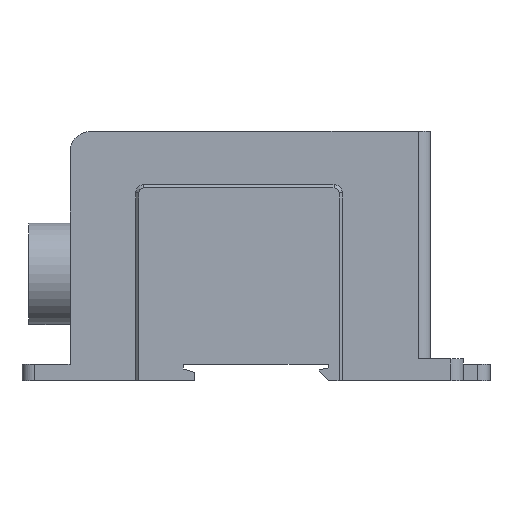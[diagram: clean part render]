
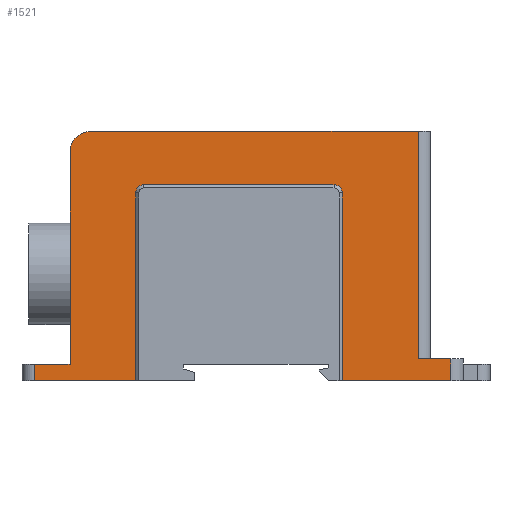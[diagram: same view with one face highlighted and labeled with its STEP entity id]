
A CAD part, left-side view. The second image highlights one B-rep face of the part: STEP entity #1521.
In plain terms, the highlighted planar face has unit normal (-1, 0, 0).
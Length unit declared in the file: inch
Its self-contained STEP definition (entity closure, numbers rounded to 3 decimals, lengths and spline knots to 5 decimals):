
#6 = EDGE_CURVE ( 'NONE', #476, #4507, #4067, .T. ) ;
#30 = EDGE_CURVE ( 'NONE', #393, #2029, #2920, .T. ) ;
#145 = EDGE_CURVE ( 'NONE', #842, #3230, #3428, .T. ) ;
#266 = CIRCLE ( 'NONE', #858, 0.07874 ) ;
#299 = LINE ( 'NONE', #2336, #2551 ) ;
#309 = DIRECTION ( 'NONE',  ( 0., 0., -1. ) ) ;
#311 = CARTESIAN_POINT ( 'NONE',  ( 0., -0.19685, 0.20866 ) ) ;
#350 = DIRECTION ( 'NONE',  ( -1., 0., 0. ) ) ;
#389 = CARTESIAN_POINT ( 'NONE',  ( 0., 0.11811, 2.38976 ) ) ;
#393 = VERTEX_POINT ( 'NONE', #1267 ) ;
#461 = CARTESIAN_POINT ( 'NONE',  ( 0., 2.82677, 0. ) ) ;
#474 = AXIS2_PLACEMENT_3D ( 'NONE', #4107, #1752, #3790 ) ;
#476 = VERTEX_POINT ( 'NONE', #2091 ) ;
#482 = LINE ( 'NONE', #461, #2110 ) ;
#616 = VECTOR ( 'NONE', #3643, 39.37008 ) ;
#645 = VECTOR ( 'NONE', #694, 39.37008 ) ;
#651 = ORIENTED_EDGE ( 'NONE', *, *, #3223, .T. ) ;
#694 = DIRECTION ( 'NONE',  ( 0., 1., 0. ) ) ;
#701 = ORIENTED_EDGE ( 'NONE', *, *, #1594, .T. ) ;
#730 = CARTESIAN_POINT ( 'NONE',  ( 0., 0.84646, 0. ) ) ;
#791 = CARTESIAN_POINT ( 'NONE',  ( 0., 3.32677, 1.87795 ) ) ;
#803 = CARTESIAN_POINT ( 'NONE',  ( 0., 2.82677, 1.79921 ) ) ;
#842 = VERTEX_POINT ( 'NONE', #389 ) ;
#851 = CARTESIAN_POINT ( 'NONE',  ( 0., 3.45669, 0. ) ) ;
#852 = ORIENTED_EDGE ( 'NONE', *, *, #4505, .F. ) ;
#854 = DIRECTION ( 'NONE',  ( 1., 0., 0. ) ) ;
#858 = AXIS2_PLACEMENT_3D ( 'NONE', #2206, #854, #2877 ) ;
#863 = CARTESIAN_POINT ( 'NONE',  ( 0., -0.19685, 0. ) ) ;
#864 = VECTOR ( 'NONE', #1222, 39.37008 ) ;
#884 = DIRECTION ( 'NONE',  ( 1., 0., 0. ) ) ;
#1072 = LINE ( 'NONE', #1778, #2883 ) ;
#1104 = LINE ( 'NONE', #3774, #1378 ) ;
#1105 = ORIENTED_EDGE ( 'NONE', *, *, #1977, .T. ) ;
#1222 = DIRECTION ( 'NONE',  ( 0., 0., 1. ) ) ;
#1229 = EDGE_CURVE ( 'NONE', #3339, #1352, #482, .T. ) ;
#1255 = VERTEX_POINT ( 'NONE', #3960 ) ;
#1267 = CARTESIAN_POINT ( 'NONE',  ( 0., 0.9252, 1.87795 ) ) ;
#1311 = EDGE_CURVE ( 'NONE', #3030, #3225, #1072, .T. ) ;
#1352 = VERTEX_POINT ( 'NONE', #803 ) ;
#1378 = VECTOR ( 'NONE', #1805, 39.37008 ) ;
#1433 = EDGE_CURVE ( 'NONE', #3510, #476, #299, .T. ) ;
#1521 = ADVANCED_FACE ( 'NONE', ( #3495 ), #3125, .T. ) ;
#1567 = EDGE_LOOP ( 'NONE', ( #2598, #1814, #4350, #651, #852, #3207, #3457, #1775, #701, #3084, #3272, #4228, #1606, #1105, #3605 ) ) ;
#1594 = EDGE_CURVE ( 'NONE', #3225, #3339, #2433, .T. ) ;
#1606 = ORIENTED_EDGE ( 'NONE', *, *, #30, .T. ) ;
#1618 = EDGE_CURVE ( 'NONE', #1352, #1255, #266, .T. ) ;
#1683 = CARTESIAN_POINT ( 'NONE',  ( 0., 0.11811, 0. ) ) ;
#1713 = EDGE_CURVE ( 'NONE', #1255, #393, #1899, .T. ) ;
#1746 = DIRECTION ( 'NONE',  ( 0., -1., 0. ) ) ;
#1752 = DIRECTION ( 'NONE',  ( 1., 0., 0. ) ) ;
#1775 = ORIENTED_EDGE ( 'NONE', *, *, #1311, .T. ) ;
#1778 = CARTESIAN_POINT ( 'NONE',  ( 0., 3.79921, 0. ) ) ;
#1805 = DIRECTION ( 'NONE',  ( 0., 0., -1. ) ) ;
#1809 = LINE ( 'NONE', #2158, #2355 ) ;
#1814 = ORIENTED_EDGE ( 'NONE', *, *, #1855, .T. ) ;
#1855 = EDGE_CURVE ( 'NONE', #4507, #3230, #3095, .T. ) ;
#1858 = CARTESIAN_POINT ( 'NONE',  ( 0., 3.79921, 0. ) ) ;
#1899 = LINE ( 'NONE', #791, #3287 ) ;
#1977 = EDGE_CURVE ( 'NONE', #2029, #3510, #1104, .T. ) ;
#2004 = CARTESIAN_POINT ( 'NONE',  ( 0., 2.82677, 0. ) ) ;
#2029 = VERTEX_POINT ( 'NONE', #2155 ) ;
#2091 = CARTESIAN_POINT ( 'NONE',  ( 0., -0.19685, 0. ) ) ;
#2110 = VECTOR ( 'NONE', #3934, 39.37008 ) ;
#2155 = CARTESIAN_POINT ( 'NONE',  ( 0., 0.84646, 1.79921 ) ) ;
#2158 = CARTESIAN_POINT ( 'NONE',  ( 0., 3.32677, 0.15748 ) ) ;
#2206 = CARTESIAN_POINT ( 'NONE',  ( 0., 2.74803, 1.79921 ) ) ;
#2269 = DIRECTION ( 'NONE',  ( 0., -1., 0. ) ) ;
#2278 = DIRECTION ( 'NONE',  ( 0., 0., -1. ) ) ;
#2304 = CARTESIAN_POINT ( 'NONE',  ( 0., 3.45669, 2.19291 ) ) ;
#2336 = CARTESIAN_POINT ( 'NONE',  ( 0., 3.32677, 0. ) ) ;
#2355 = VECTOR ( 'NONE', #3197, 39.37008 ) ;
#2428 = CARTESIAN_POINT ( 'NONE',  ( 0., 3.32677, 0.20866 ) ) ;
#2433 = LINE ( 'NONE', #3830, #2915 ) ;
#2439 = CIRCLE ( 'NONE', #474, 0.19685 ) ;
#2484 = VERTEX_POINT ( 'NONE', #2304 ) ;
#2551 = VECTOR ( 'NONE', #3375, 39.37008 ) ;
#2597 = VECTOR ( 'NONE', #3918, 39.37008 ) ;
#2598 = ORIENTED_EDGE ( 'NONE', *, *, #6, .T. ) ;
#2605 = VERTEX_POINT ( 'NONE', #2784 ) ;
#2682 = CARTESIAN_POINT ( 'NONE',  ( 0., 3.45669, 0.15748 ) ) ;
#2784 = CARTESIAN_POINT ( 'NONE',  ( 0., 3.25984, 2.38976 ) ) ;
#2803 = CARTESIAN_POINT ( 'NONE',  ( 0., 2.22441, 2.38976 ) ) ;
#2845 = VECTOR ( 'NONE', #309, 39.37008 ) ;
#2877 = DIRECTION ( 'NONE',  ( 0., 0., -1. ) ) ;
#2883 = VECTOR ( 'NONE', #3568, 39.37008 ) ;
#2914 = LINE ( 'NONE', #2803, #2597 ) ;
#2915 = VECTOR ( 'NONE', #3901, 39.37008 ) ;
#2920 = CIRCLE ( 'NONE', #4078, 0.07874 ) ;
#3030 = VERTEX_POINT ( 'NONE', #4444 ) ;
#3054 = AXIS2_PLACEMENT_3D ( 'NONE', #3539, #350, #1746 ) ;
#3084 = ORIENTED_EDGE ( 'NONE', *, *, #1229, .T. ) ;
#3095 = LINE ( 'NONE', #2428, #645 ) ;
#3125 = PLANE ( 'NONE',  #3054 ) ;
#3197 = DIRECTION ( 'NONE',  ( 0., 1., 0. ) ) ;
#3207 = ORIENTED_EDGE ( 'NONE', *, *, #3232, .T. ) ;
#3223 = EDGE_CURVE ( 'NONE', #842, #2605, #2914, .T. ) ;
#3225 = VERTEX_POINT ( 'NONE', #1858 ) ;
#3230 = VERTEX_POINT ( 'NONE', #4312 ) ;
#3232 = EDGE_CURVE ( 'NONE', #2484, #3791, #3305, .T. ) ;
#3272 = ORIENTED_EDGE ( 'NONE', *, *, #1618, .T. ) ;
#3287 = VECTOR ( 'NONE', #2269, 39.37008 ) ;
#3305 = LINE ( 'NONE', #851, #616 ) ;
#3339 = VERTEX_POINT ( 'NONE', #2004 ) ;
#3375 = DIRECTION ( 'NONE',  ( 0., -1., 0. ) ) ;
#3428 = LINE ( 'NONE', #1683, #2845 ) ;
#3457 = ORIENTED_EDGE ( 'NONE', *, *, #4008, .T. ) ;
#3495 = FACE_OUTER_BOUND ( 'NONE', #1567, .T. ) ;
#3510 = VERTEX_POINT ( 'NONE', #730 ) ;
#3539 = CARTESIAN_POINT ( 'NONE',  ( 0., 3.32677, 0. ) ) ;
#3568 = DIRECTION ( 'NONE',  ( 0., 0., -1. ) ) ;
#3605 = ORIENTED_EDGE ( 'NONE', *, *, #1433, .T. ) ;
#3643 = DIRECTION ( 'NONE',  ( 0., 0., -1. ) ) ;
#3738 = CARTESIAN_POINT ( 'NONE',  ( 0., 0.9252, 1.79921 ) ) ;
#3774 = CARTESIAN_POINT ( 'NONE',  ( 0., 0.84646, 0. ) ) ;
#3790 = DIRECTION ( 'NONE',  ( 0., -1., 0. ) ) ;
#3791 = VERTEX_POINT ( 'NONE', #2682 ) ;
#3830 = CARTESIAN_POINT ( 'NONE',  ( 0., 3.32677, 0. ) ) ;
#3901 = DIRECTION ( 'NONE',  ( 0., -1., 0. ) ) ;
#3918 = DIRECTION ( 'NONE',  ( 0., 1., 0. ) ) ;
#3934 = DIRECTION ( 'NONE',  ( 0., 0., 1. ) ) ;
#3960 = CARTESIAN_POINT ( 'NONE',  ( 0., 2.74803, 1.87795 ) ) ;
#4008 = EDGE_CURVE ( 'NONE', #3791, #3030, #1809, .T. ) ;
#4067 = LINE ( 'NONE', #863, #864 ) ;
#4078 = AXIS2_PLACEMENT_3D ( 'NONE', #3738, #884, #2278 ) ;
#4107 = CARTESIAN_POINT ( 'NONE',  ( 0., 3.25984, 2.19291 ) ) ;
#4228 = ORIENTED_EDGE ( 'NONE', *, *, #1713, .T. ) ;
#4312 = CARTESIAN_POINT ( 'NONE',  ( 0., 0.11811, 0.20866 ) ) ;
#4350 = ORIENTED_EDGE ( 'NONE', *, *, #145, .F. ) ;
#4444 = CARTESIAN_POINT ( 'NONE',  ( 0., 3.79921, 0.15748 ) ) ;
#4505 = EDGE_CURVE ( 'NONE', #2484, #2605, #2439, .T. ) ;
#4507 = VERTEX_POINT ( 'NONE', #311 ) ;
